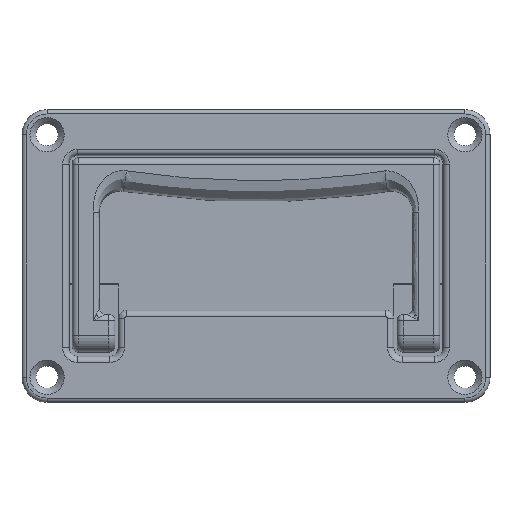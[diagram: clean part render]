
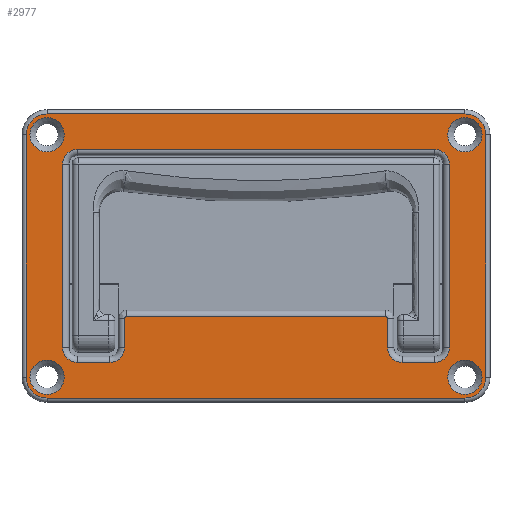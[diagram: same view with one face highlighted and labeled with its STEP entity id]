
A CAD part, top view. The second image highlights one B-rep face of the part: STEP entity #2977.
In plain terms, the highlighted planar face has unit normal (0, 0, 1).
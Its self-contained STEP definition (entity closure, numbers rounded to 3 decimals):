
#234=LINE('',#8390,#424);
#254=LINE('',#8470,#444);
#255=LINE('',#8474,#445);
#256=LINE('',#8477,#446);
#257=LINE('',#8490,#447);
#258=LINE('',#8494,#448);
#259=LINE('',#8498,#449);
#260=LINE('',#8502,#450);
#261=LINE('',#8506,#451);
#262=LINE('',#8510,#452);
#263=LINE('',#8514,#453);
#264=LINE('',#8517,#454);
#424=VECTOR('',#3894,100.);
#444=VECTOR('',#3964,58.);
#445=VECTOR('',#3967,100.);
#446=VECTOR('',#3970,58.);
#447=VECTOR('',#3981,7.75);
#448=VECTOR('',#3984,44.);
#449=VECTOR('',#3987,85.5);
#450=VECTOR('',#3990,44.);
#451=VECTOR('',#3993,7.75);
#452=VECTOR('',#3996,7.);
#453=VECTOR('',#3999,62.);
#454=VECTOR('',#4002,7.);
#537=PLANE('',#3268);
#573=FACE_BOUND('',#922,.T.);
#574=FACE_BOUND('',#923,.T.);
#575=FACE_BOUND('',#924,.T.);
#576=FACE_BOUND('',#925,.T.);
#577=FACE_BOUND('',#926,.T.);
#713=FACE_OUTER_BOUND('',#921,.T.);
#921=EDGE_LOOP('',(#2410,#2411,#2412,#2413,#2414,#2415,#2416,#2417));
#922=EDGE_LOOP('',(#2418));
#923=EDGE_LOOP('',(#2419));
#924=EDGE_LOOP('',(#2420));
#925=EDGE_LOOP('',(#2421));
#926=EDGE_LOOP('',(#2422,#2423,#2424,#2425,#2426,#2427,#2428,#2429,#2430,
#2431,#2432,#2433,#2434,#2435,#2436,#2437));
#1142=CIRCLE('',#3269,5.);
#1143=CIRCLE('',#3270,5.);
#1144=CIRCLE('',#3271,5.);
#1145=CIRCLE('',#3272,5.);
#1146=CIRCLE('',#3273,4.1);
#1147=CIRCLE('',#3274,4.1);
#1148=CIRCLE('',#3275,4.1);
#1149=CIRCLE('',#3276,4.1);
#1150=CIRCLE('',#3277,3.5);
#1151=CIRCLE('',#3278,3.5);
#1152=CIRCLE('',#3279,3.5);
#1153=CIRCLE('',#3280,3.5);
#1154=CIRCLE('',#3281,3.5);
#1155=CIRCLE('',#3282,3.5);
#1156=CIRCLE('',#3283,0.5);
#1157=CIRCLE('',#3284,0.5);
#1363=VERTEX_POINT('',#8388);
#1364=VERTEX_POINT('',#8389);
#1397=VERTEX_POINT('',#8465);
#1398=VERTEX_POINT('',#8467);
#1399=VERTEX_POINT('',#8469);
#1400=VERTEX_POINT('',#8471);
#1401=VERTEX_POINT('',#8473);
#1402=VERTEX_POINT('',#8475);
#1403=VERTEX_POINT('',#8478);
#1404=VERTEX_POINT('',#8480);
#1405=VERTEX_POINT('',#8482);
#1406=VERTEX_POINT('',#8484);
#1407=VERTEX_POINT('',#8486);
#1408=VERTEX_POINT('',#8487);
#1409=VERTEX_POINT('',#8489);
#1410=VERTEX_POINT('',#8491);
#1411=VERTEX_POINT('',#8493);
#1412=VERTEX_POINT('',#8495);
#1413=VERTEX_POINT('',#8497);
#1414=VERTEX_POINT('',#8499);
#1415=VERTEX_POINT('',#8501);
#1416=VERTEX_POINT('',#8503);
#1417=VERTEX_POINT('',#8505);
#1418=VERTEX_POINT('',#8507);
#1419=VERTEX_POINT('',#8509);
#1420=VERTEX_POINT('',#8511);
#1421=VERTEX_POINT('',#8513);
#1422=VERTEX_POINT('',#8515);
#1723=EDGE_CURVE('',#1363,#1364,#234,.T.);
#1762=EDGE_CURVE('',#1397,#1363,#1142,.T.);
#1763=EDGE_CURVE('',#1364,#1398,#1143,.T.);
#1764=EDGE_CURVE('',#1398,#1399,#254,.T.);
#1765=EDGE_CURVE('',#1399,#1400,#1144,.T.);
#1766=EDGE_CURVE('',#1400,#1401,#255,.T.);
#1767=EDGE_CURVE('',#1401,#1402,#1145,.T.);
#1768=EDGE_CURVE('',#1402,#1397,#256,.T.);
#1769=EDGE_CURVE('',#1403,#1403,#1146,.T.);
#1770=EDGE_CURVE('',#1404,#1404,#1147,.T.);
#1771=EDGE_CURVE('',#1405,#1405,#1148,.T.);
#1772=EDGE_CURVE('',#1406,#1406,#1149,.T.);
#1773=EDGE_CURVE('',#1407,#1408,#1150,.T.);
#1774=EDGE_CURVE('',#1408,#1409,#257,.T.);
#1775=EDGE_CURVE('',#1409,#1410,#1151,.T.);
#1776=EDGE_CURVE('',#1410,#1411,#258,.T.);
#1777=EDGE_CURVE('',#1411,#1412,#1152,.T.);
#1778=EDGE_CURVE('',#1412,#1413,#259,.T.);
#1779=EDGE_CURVE('',#1413,#1414,#1153,.T.);
#1780=EDGE_CURVE('',#1414,#1415,#260,.T.);
#1781=EDGE_CURVE('',#1415,#1416,#1154,.T.);
#1782=EDGE_CURVE('',#1416,#1417,#261,.T.);
#1783=EDGE_CURVE('',#1417,#1418,#1155,.T.);
#1784=EDGE_CURVE('',#1418,#1419,#262,.T.);
#1785=EDGE_CURVE('',#1419,#1420,#1156,.T.);
#1786=EDGE_CURVE('',#1420,#1421,#263,.T.);
#1787=EDGE_CURVE('',#1421,#1422,#1157,.T.);
#1788=EDGE_CURVE('',#1422,#1407,#264,.T.);
#2410=ORIENTED_EDGE('',*,*,#1762,.T.);
#2411=ORIENTED_EDGE('',*,*,#1723,.T.);
#2412=ORIENTED_EDGE('',*,*,#1763,.T.);
#2413=ORIENTED_EDGE('',*,*,#1764,.T.);
#2414=ORIENTED_EDGE('',*,*,#1765,.T.);
#2415=ORIENTED_EDGE('',*,*,#1766,.T.);
#2416=ORIENTED_EDGE('',*,*,#1767,.T.);
#2417=ORIENTED_EDGE('',*,*,#1768,.T.);
#2418=ORIENTED_EDGE('',*,*,#1769,.F.);
#2419=ORIENTED_EDGE('',*,*,#1770,.T.);
#2420=ORIENTED_EDGE('',*,*,#1771,.T.);
#2421=ORIENTED_EDGE('',*,*,#1772,.F.);
#2422=ORIENTED_EDGE('',*,*,#1773,.T.);
#2423=ORIENTED_EDGE('',*,*,#1774,.T.);
#2424=ORIENTED_EDGE('',*,*,#1775,.T.);
#2425=ORIENTED_EDGE('',*,*,#1776,.T.);
#2426=ORIENTED_EDGE('',*,*,#1777,.T.);
#2427=ORIENTED_EDGE('',*,*,#1778,.T.);
#2428=ORIENTED_EDGE('',*,*,#1779,.T.);
#2429=ORIENTED_EDGE('',*,*,#1780,.T.);
#2430=ORIENTED_EDGE('',*,*,#1781,.T.);
#2431=ORIENTED_EDGE('',*,*,#1782,.T.);
#2432=ORIENTED_EDGE('',*,*,#1783,.T.);
#2433=ORIENTED_EDGE('',*,*,#1784,.T.);
#2434=ORIENTED_EDGE('',*,*,#1785,.T.);
#2435=ORIENTED_EDGE('',*,*,#1786,.T.);
#2436=ORIENTED_EDGE('',*,*,#1787,.T.);
#2437=ORIENTED_EDGE('',*,*,#1788,.T.);
#2977=ADVANCED_FACE('',(#713,#573,#574,#575,#576,#577),#537,.F.);
#3268=AXIS2_PLACEMENT_3D('',#8464,#3958,#3959);
#3269=AXIS2_PLACEMENT_3D('',#8466,#3960,#3961);
#3270=AXIS2_PLACEMENT_3D('',#8468,#3962,#3963);
#3271=AXIS2_PLACEMENT_3D('',#8472,#3965,#3966);
#3272=AXIS2_PLACEMENT_3D('',#8476,#3968,#3969);
#3273=AXIS2_PLACEMENT_3D('',#8479,#3971,#3972);
#3274=AXIS2_PLACEMENT_3D('',#8481,#3973,#3974);
#3275=AXIS2_PLACEMENT_3D('',#8483,#3975,#3976);
#3276=AXIS2_PLACEMENT_3D('',#8485,#3977,#3978);
#3277=AXIS2_PLACEMENT_3D('',#8488,#3979,#3980);
#3278=AXIS2_PLACEMENT_3D('',#8492,#3982,#3983);
#3279=AXIS2_PLACEMENT_3D('',#8496,#3985,#3986);
#3280=AXIS2_PLACEMENT_3D('',#8500,#3988,#3989);
#3281=AXIS2_PLACEMENT_3D('',#8504,#3991,#3992);
#3282=AXIS2_PLACEMENT_3D('',#8508,#3994,#3995);
#3283=AXIS2_PLACEMENT_3D('',#8512,#3997,#3998);
#3284=AXIS2_PLACEMENT_3D('',#8516,#4000,#4001);
#3894=DIRECTION('',(1.,0.,0.));
#3958=DIRECTION('center_axis',(0.,0.,-1.));
#3959=DIRECTION('ref_axis',(1.,0.,0.));
#3960=DIRECTION('center_axis',(0.,0.,1.));
#3961=DIRECTION('ref_axis',(-1.,0.,0.));
#3962=DIRECTION('center_axis',(0.,0.,1.));
#3963=DIRECTION('ref_axis',(0.,-1.,0.));
#3964=DIRECTION('',(0.,1.,0.));
#3965=DIRECTION('center_axis',(0.,0.,1.));
#3966=DIRECTION('ref_axis',(1.,0.,0.));
#3967=DIRECTION('',(-1.,0.,0.));
#3968=DIRECTION('center_axis',(0.,0.,1.));
#3969=DIRECTION('ref_axis',(0.,1.,0.));
#3970=DIRECTION('',(0.,-1.,0.));
#3971=DIRECTION('center_axis',(0.,0.,1.));
#3972=DIRECTION('ref_axis',(0.,-1.,0.));
#3973=DIRECTION('center_axis',(0.,0.,-1.));
#3974=DIRECTION('ref_axis',(0.,-1.,0.));
#3975=DIRECTION('center_axis',(0.,0.,-1.));
#3976=DIRECTION('ref_axis',(0.,1.,0.));
#3977=DIRECTION('center_axis',(0.,0.,1.));
#3978=DIRECTION('ref_axis',(0.,-1.,0.));
#3979=DIRECTION('center_axis',(0.,0.,-1.));
#3980=DIRECTION('ref_axis',(1.,0.,0.));
#3981=DIRECTION('',(-1.,0.,0.));
#3982=DIRECTION('center_axis',(0.,0.,-1.));
#3983=DIRECTION('ref_axis',(0.,-1.,0.));
#3984=DIRECTION('',(0.,1.,0.));
#3985=DIRECTION('center_axis',(0.,0.,-1.));
#3986=DIRECTION('ref_axis',(-1.,0.,0.));
#3987=DIRECTION('',(1.,0.,0.));
#3988=DIRECTION('center_axis',(0.,0.,-1.));
#3989=DIRECTION('ref_axis',(0.,1.,0.));
#3990=DIRECTION('',(0.,-1.,0.));
#3991=DIRECTION('center_axis',(0.,0.,-1.));
#3992=DIRECTION('ref_axis',(1.,0.,0.));
#3993=DIRECTION('',(-1.,0.,0.));
#3994=DIRECTION('center_axis',(0.,0.,-1.));
#3995=DIRECTION('ref_axis',(0.,-1.,0.));
#3996=DIRECTION('',(0.,1.,0.));
#3997=DIRECTION('center_axis',(0.,0.,1.));
#3998=DIRECTION('ref_axis',(1.,0.,0.));
#3999=DIRECTION('',(-1.,0.,0.));
#4000=DIRECTION('center_axis',(0.,0.,1.));
#4001=DIRECTION('ref_axis',(0.,1.,0.));
#4002=DIRECTION('',(0.,-1.,0.));
#8388=CARTESIAN_POINT('',(5.,-102.,-55.));
#8389=CARTESIAN_POINT('',(105.,-102.,-55.));
#8390=CARTESIAN_POINT('',(5.,-102.,-55.));
#8464=CARTESIAN_POINT('Origin',(55.,-68.,-55.));
#8465=CARTESIAN_POINT('',(0.,-97.,-55.));
#8466=CARTESIAN_POINT('Origin',(5.,-97.,-55.));
#8467=CARTESIAN_POINT('',(110.,-97.,-55.));
#8468=CARTESIAN_POINT('Origin',(105.,-97.,-55.));
#8469=CARTESIAN_POINT('',(110.,-39.,-55.));
#8470=CARTESIAN_POINT('',(110.,-97.,-55.));
#8471=CARTESIAN_POINT('',(105.,-34.,-55.));
#8472=CARTESIAN_POINT('Origin',(105.,-39.,-55.));
#8473=CARTESIAN_POINT('',(5.,-34.,-55.));
#8474=CARTESIAN_POINT('',(105.,-34.,-55.));
#8475=CARTESIAN_POINT('',(0.,-39.,-55.));
#8476=CARTESIAN_POINT('Origin',(5.,-39.,-55.));
#8477=CARTESIAN_POINT('',(0.,-39.,-55.));
#8478=CARTESIAN_POINT('',(105.,-43.1,-55.));
#8479=CARTESIAN_POINT('Origin',(105.,-39.,-55.));
#8480=CARTESIAN_POINT('',(5.,-43.1,-55.));
#8481=CARTESIAN_POINT('Origin',(5.,-39.,-55.));
#8482=CARTESIAN_POINT('',(105.,-92.9,-55.));
#8483=CARTESIAN_POINT('Origin',(105.,-97.,-55.));
#8484=CARTESIAN_POINT('',(5.,-101.1,-55.));
#8485=CARTESIAN_POINT('Origin',(5.,-97.,-55.));
#8486=CARTESIAN_POINT('',(23.5,-90.,-55.));
#8487=CARTESIAN_POINT('',(20.,-93.5,-55.));
#8488=CARTESIAN_POINT('Origin',(20.,-90.,-55.));
#8489=CARTESIAN_POINT('',(12.25,-93.5,-55.));
#8490=CARTESIAN_POINT('',(20.,-93.5,-55.));
#8491=CARTESIAN_POINT('',(8.75,-90.,-55.));
#8492=CARTESIAN_POINT('Origin',(12.25,-90.,-55.));
#8493=CARTESIAN_POINT('',(8.75,-46.,-55.));
#8494=CARTESIAN_POINT('',(8.75,-90.,-55.));
#8495=CARTESIAN_POINT('',(12.25,-42.5,-55.));
#8496=CARTESIAN_POINT('Origin',(12.25,-46.,-55.));
#8497=CARTESIAN_POINT('',(97.75,-42.5,-55.));
#8498=CARTESIAN_POINT('',(12.25,-42.5,-55.));
#8499=CARTESIAN_POINT('',(101.25,-46.,-55.));
#8500=CARTESIAN_POINT('Origin',(97.75,-46.,-55.));
#8501=CARTESIAN_POINT('',(101.25,-90.,-55.));
#8502=CARTESIAN_POINT('',(101.25,-46.,-55.));
#8503=CARTESIAN_POINT('',(97.75,-93.5,-55.));
#8504=CARTESIAN_POINT('Origin',(97.75,-90.,-55.));
#8505=CARTESIAN_POINT('',(90.,-93.5,-55.));
#8506=CARTESIAN_POINT('',(97.75,-93.5,-55.));
#8507=CARTESIAN_POINT('',(86.5,-90.,-55.));
#8508=CARTESIAN_POINT('Origin',(90.,-90.,-55.));
#8509=CARTESIAN_POINT('',(86.5,-83.,-55.));
#8510=CARTESIAN_POINT('',(86.5,-90.,-55.));
#8511=CARTESIAN_POINT('',(86.,-82.5,-55.));
#8512=CARTESIAN_POINT('Origin',(86.,-83.,-55.));
#8513=CARTESIAN_POINT('',(24.,-82.5,-55.));
#8514=CARTESIAN_POINT('',(86.,-82.5,-55.));
#8515=CARTESIAN_POINT('',(23.5,-83.,-55.));
#8516=CARTESIAN_POINT('Origin',(24.,-83.,-55.));
#8517=CARTESIAN_POINT('',(23.5,-83.,-55.));
